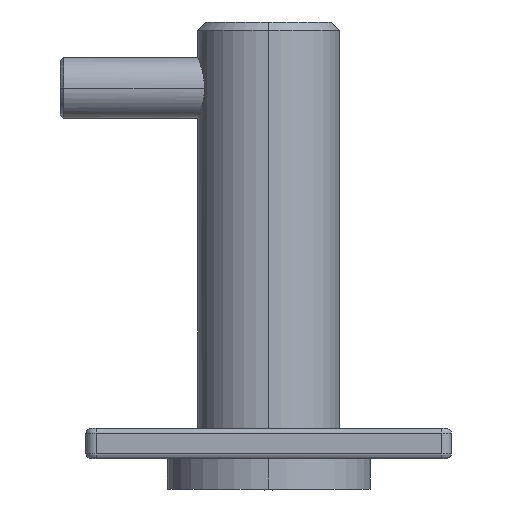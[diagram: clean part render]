
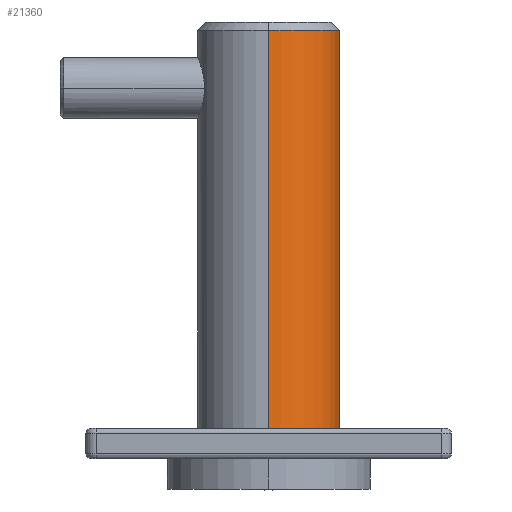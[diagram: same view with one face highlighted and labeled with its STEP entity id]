
A CAD part, left-side view. The second image highlights one B-rep face of the part: STEP entity #21360.
In plain terms, the highlighted cylindrical face has radius 7 mm (diameter 14 mm), a partial arc.
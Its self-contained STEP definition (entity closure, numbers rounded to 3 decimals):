
#20530=CARTESIAN_POINT('',(-121.5,68.,3.));
#20540=DIRECTION('',(0.,0.,1.));
#20550=DIRECTION('',(1.,0.,0.));
#20560=AXIS2_PLACEMENT_3D('',#20530,#20540,#20550);
#20570=CIRCLE('',#20560,7.);
#20580=CARTESIAN_POINT('',(-114.5,68.,3.));
#20590=VERTEX_POINT('',#20580);
#20600=CARTESIAN_POINT('',(-128.5,68.,3.));
#20610=VERTEX_POINT('',#20600);
#20640=EDGE_CURVE('',#20610,#20590,#20570,.T.);
#21050=CARTESIAN_POINT('',(-121.5,68.,3.));
#21060=DIRECTION('',(0.,0.,1.));
#21070=DIRECTION('',(1.,0.,0.));
#21080=AXIS2_PLACEMENT_3D('',#21050,#21060,#21070);
#21090=CYLINDRICAL_SURFACE('',#21080,7.);
#21100=CARTESIAN_POINT('',(-114.5,68.,3.));
#21110=DIRECTION('',(0.,0.,1.));
#21120=VECTOR('',#21110,1.);
#21130=LINE('',#21100,#21120);
#21140=CARTESIAN_POINT('',(-114.5,68.,42.2));
#21150=VERTEX_POINT('',#21140);
#21160=EDGE_CURVE('',#20590,#21150,#21130,.T.);
#21170=ORIENTED_EDGE('',*,*,#21160,.T.);
#21180=ORIENTED_EDGE('',*,*,#20640,.T.);
#21190=CARTESIAN_POINT('',(-128.5,68.,3.));
#21200=DIRECTION('',(0.,0.,1.));
#21210=VECTOR('',#21200,1.);
#21220=LINE('',#21190,#21210);
#21230=CARTESIAN_POINT('',(-128.5,68.,42.2));
#21240=VERTEX_POINT('',#21230);
#21250=EDGE_CURVE('',#20610,#21240,#21220,.T.);
#21260=ORIENTED_EDGE('',*,*,#21250,.F.);
#21270=CARTESIAN_POINT('',(-121.5,68.,42.2));
#21280=DIRECTION('',(0.,0.,1.));
#21290=DIRECTION('',(1.,0.,0.));
#21300=AXIS2_PLACEMENT_3D('',#21270,#21280,#21290);
#21310=CIRCLE('',#21300,7.);
#21320=EDGE_CURVE('',#21240,#21150,#21310,.T.);
#21330=ORIENTED_EDGE('',*,*,#21320,.F.);
#21340=EDGE_LOOP('',(#21330,#21260,#21180,#21170));
#21350=FACE_OUTER_BOUND('',#21340,.T.);
#21360=ADVANCED_FACE('',(#21350),#21090,.T.);
